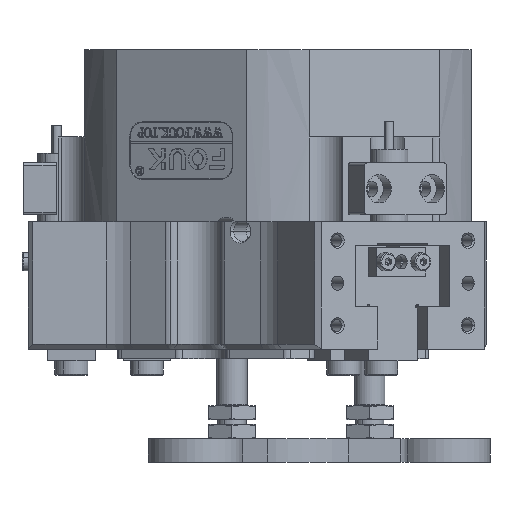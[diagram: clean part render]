
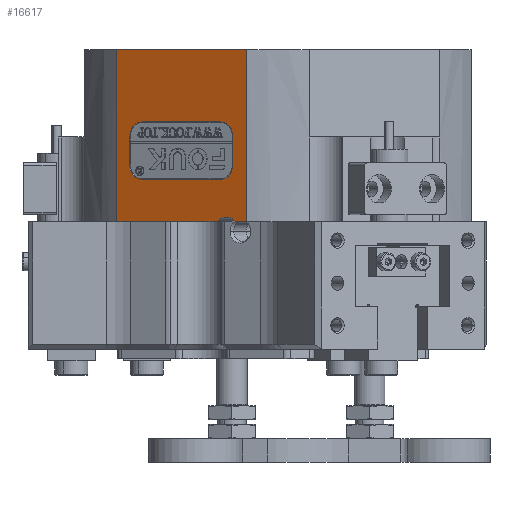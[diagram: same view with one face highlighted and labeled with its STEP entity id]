
A CAD part, front view. The second image highlights one B-rep face of the part: STEP entity #16617.
In plain terms, the highlighted planar face has unit normal (-0.5, -0.866, 0).
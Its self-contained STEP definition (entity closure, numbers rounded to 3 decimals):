
#43 = ORIENTED_EDGE ( 'NONE', *, *, #43371, .F. ) ;
#122 = LINE ( 'NONE', #1682, #31626 ) ;
#518 = DIRECTION ( 'NONE',  ( 0., 0., 1. ) ) ;
#1682 = CARTESIAN_POINT ( 'NONE',  ( -9.588, -41.807, 18.2 ) ) ;
#1733 = CIRCLE ( 'NONE', #2094, 3. ) ;
#2028 = CARTESIAN_POINT ( 'NONE',  ( -31.412, -29.207, 18.2 ) ) ;
#2094 = AXIS2_PLACEMENT_3D ( 'NONE', #31235, #34798, #34476 ) ;
#2588 = ORIENTED_EDGE ( 'NONE', *, *, #44518, .T. ) ;
#3056 = LINE ( 'NONE', #37250, #22504 ) ;
#3566 = DIRECTION ( 'NONE',  ( 0., 0., -1. ) ) ;
#3693 = CIRCLE ( 'NONE', #24407, 3. ) ;
#3694 = EDGE_LOOP ( 'NONE', ( #12697, #43812, #16859, #43, #32160, #5852, #17721, #15551 ) ) ;
#4070 = VERTEX_POINT ( 'NONE', #41662 ) ;
#4535 = CARTESIAN_POINT ( 'NONE',  ( -28.814, -30.707, 9. ) ) ;
#4827 = ORIENTED_EDGE ( 'NONE', *, *, #38525, .F. ) ;
#4963 = DIRECTION ( 'NONE',  ( -0.866, 0.5, 0. ) ) ;
#5126 = LINE ( 'NONE', #22323, #27992 ) ;
#5244 = VERTEX_POINT ( 'NONE', #16419 ) ;
#5253 = CIRCLE ( 'NONE', #25637, 3. ) ;
#5852 = ORIENTED_EDGE ( 'NONE', *, *, #20052, .F. ) ;
#5904 = VERTEX_POINT ( 'NONE', #25419 ) ;
#6825 = CARTESIAN_POINT ( 'NONE',  ( -28.814, -30.707, 9. ) ) ;
#6834 = VERTEX_POINT ( 'NONE', #42714 ) ;
#8870 = CARTESIAN_POINT ( 'NONE',  ( -28.814, -30.707, 21.2 ) ) ;
#9721 = ORIENTED_EDGE ( 'NONE', *, *, #36098, .F. ) ;
#10663 = EDGE_CURVE ( 'NONE', #18408, #43637, #16395, .T. ) ;
#10785 = CARTESIAN_POINT ( 'NONE',  ( -12.186, -40.307, 12. ) ) ;
#11533 = LINE ( 'NONE', #21634, #40796 ) ;
#11830 = CARTESIAN_POINT ( 'NONE',  ( -9.588, -41.807, 12. ) ) ;
#11898 = CARTESIAN_POINT ( 'NONE',  ( -31.412, -29.207, 12. ) ) ;
#12697 = ORIENTED_EDGE ( 'NONE', *, *, #43063, .F. ) ;
#12910 = CARTESIAN_POINT ( 'NONE',  ( -28.814, -30.707, 18.2 ) ) ;
#13857 = CARTESIAN_POINT ( 'NONE',  ( -10.974, -41.007, -2. ) ) ;
#14024 = EDGE_CURVE ( 'NONE', #30782, #6834, #20967, .T. ) ;
#15070 = CIRCLE ( 'NONE', #25011, 3. ) ;
#15536 = CARTESIAN_POINT ( 'NONE',  ( -9.588, -41.807, 18.2 ) ) ;
#15551 = ORIENTED_EDGE ( 'NONE', *, *, #18000, .F. ) ;
#16395 = LINE ( 'NONE', #20685, #37003 ) ;
#16419 = CARTESIAN_POINT ( 'NONE',  ( -6.671, -43.491, 36.5 ) ) ;
#16523 = FACE_OUTER_BOUND ( 'NONE', #24319, .T. ) ;
#16617 = ADVANCED_FACE ( 'NONE', ( #41169, #16523 ), #44868, .F. ) ;
#16626 = DIRECTION ( 'NONE',  ( 0.866, -0.5, 0. ) ) ;
#16639 = VERTEX_POINT ( 'NONE', #11830 ) ;
#16859 = ORIENTED_EDGE ( 'NONE', *, *, #46792, .F. ) ;
#16973 = EDGE_CURVE ( 'NONE', #29783, #4070, #17376, .T. ) ;
#17164 = LINE ( 'NONE', #19100, #40093 ) ;
#17376 = CIRCLE ( 'NONE', #45664, 3. ) ;
#17556 = DIRECTION ( 'NONE',  ( -0.866, 0.5, 0. ) ) ;
#17721 = ORIENTED_EDGE ( 'NONE', *, *, #10663, .F. ) ;
#18000 = EDGE_CURVE ( 'NONE', #29333, #18408, #5253, .T. ) ;
#18408 = VERTEX_POINT ( 'NONE', #2028 ) ;
#18956 = VERTEX_POINT ( 'NONE', #35298 ) ;
#19100 = CARTESIAN_POINT ( 'NONE',  ( -6.671, -43.491, -27. ) ) ;
#19530 = EDGE_CURVE ( 'NONE', #5244, #33731, #30943, .T. ) ;
#20052 = EDGE_CURVE ( 'NONE', #43637, #30782, #1733, .T. ) ;
#20685 = CARTESIAN_POINT ( 'NONE',  ( -31.412, -29.207, 18.2 ) ) ;
#20967 = LINE ( 'NONE', #4535, #37593 ) ;
#21052 = AXIS2_PLACEMENT_3D ( 'NONE', #37294, #45024, #4963 ) ;
#21471 = ORIENTED_EDGE ( 'NONE', *, *, #42270, .F. ) ;
#21634 = CARTESIAN_POINT ( 'NONE',  ( -34.329, -27.523, -27. ) ) ;
#21850 = DIRECTION ( 'NONE',  ( -0.5, -0.866, 0. ) ) ;
#22323 = CARTESIAN_POINT ( 'NONE',  ( -6.694, -43.478, 0. ) ) ;
#22504 = VECTOR ( 'NONE', #29674, 1000. ) ;
#22733 = EDGE_CURVE ( 'NONE', #35185, #5244, #17164, .T. ) ;
#24319 = EDGE_LOOP ( 'NONE', ( #9721, #21471, #4827, #42112, #37416, #2588 ) ) ;
#24407 = AXIS2_PLACEMENT_3D ( 'NONE', #13857, #21850, #28390 ) ;
#24847 = VERTEX_POINT ( 'NONE', #44789 ) ;
#25011 = AXIS2_PLACEMENT_3D ( 'NONE', #10785, #43343, #28683 ) ;
#25419 = CARTESIAN_POINT ( 'NONE',  ( -34.329, -27.523, 0. ) ) ;
#25637 = AXIS2_PLACEMENT_3D ( 'NONE', #12910, #43227, #16626 ) ;
#26323 = VECTOR ( 'NONE', #27337, 1000. ) ;
#26649 = DIRECTION ( 'NONE',  ( -0.866, 0.5, 0. ) ) ;
#27337 = DIRECTION ( 'NONE',  ( -0.866, 0.5, 0. ) ) ;
#27864 = DIRECTION ( 'NONE',  ( 0., 0., 1. ) ) ;
#27992 = VECTOR ( 'NONE', #33208, 1000. ) ;
#28390 = DIRECTION ( 'NONE',  ( 0.866, -0.5, 0. ) ) ;
#28683 = DIRECTION ( 'NONE',  ( 0.866, -0.5, 0. ) ) ;
#29333 = VERTEX_POINT ( 'NONE', #8870 ) ;
#29674 = DIRECTION ( 'NONE',  ( -0.866, 0.5, 0. ) ) ;
#29783 = VERTEX_POINT ( 'NONE', #15536 ) ;
#30751 = DIRECTION ( 'NONE',  ( 0.866, -0.5, 0. ) ) ;
#30782 = VERTEX_POINT ( 'NONE', #6825 ) ;
#30943 = LINE ( 'NONE', #42797, #26323 ) ;
#31235 = CARTESIAN_POINT ( 'NONE',  ( -28.814, -30.707, 12. ) ) ;
#31626 = VECTOR ( 'NONE', #27864, 1000. ) ;
#32160 = ORIENTED_EDGE ( 'NONE', *, *, #14024, .F. ) ;
#33208 = DIRECTION ( 'NONE',  ( -0.866, 0.5, 0. ) ) ;
#33384 = CARTESIAN_POINT ( 'NONE',  ( -34.329, -27.523, 36.5 ) ) ;
#33731 = VERTEX_POINT ( 'NONE', #33384 ) ;
#34476 = DIRECTION ( 'NONE',  ( 0.866, -0.5, 0. ) ) ;
#34798 = DIRECTION ( 'NONE',  ( -0.5, -0.866, 0. ) ) ;
#34939 = CARTESIAN_POINT ( 'NONE',  ( -6.671, -43.491, 0. ) ) ;
#35185 = VERTEX_POINT ( 'NONE', #34939 ) ;
#35298 = CARTESIAN_POINT ( 'NONE',  ( -12.91, -39.889, 0. ) ) ;
#36098 = EDGE_CURVE ( 'NONE', #18956, #5904, #5126, .T. ) ;
#37003 = VECTOR ( 'NONE', #42352, 1000. ) ;
#37250 = CARTESIAN_POINT ( 'NONE',  ( -28.814, -30.707, 21.2 ) ) ;
#37294 = CARTESIAN_POINT ( 'NONE',  ( 2.105, -48.558, 50. ) ) ;
#37416 = ORIENTED_EDGE ( 'NONE', *, *, #19530, .T. ) ;
#37593 = VECTOR ( 'NONE', #30751, 1000. ) ;
#37623 = LINE ( 'NONE', #38074, #46262 ) ;
#38074 = CARTESIAN_POINT ( 'NONE',  ( -6.694, -43.478, 0. ) ) ;
#38525 = EDGE_CURVE ( 'NONE', #35185, #24847, #37623, .T. ) ;
#40093 = VECTOR ( 'NONE', #518, 1000. ) ;
#40796 = VECTOR ( 'NONE', #3566, 1000. ) ;
#41169 = FACE_BOUND ( 'NONE', #3694, .T. ) ;
#41662 = CARTESIAN_POINT ( 'NONE',  ( -12.186, -40.307, 21.2 ) ) ;
#42112 = ORIENTED_EDGE ( 'NONE', *, *, #22733, .T. ) ;
#42270 = EDGE_CURVE ( 'NONE', #24847, #18956, #3693, .T. ) ;
#42352 = DIRECTION ( 'NONE',  ( 0., 0., -1. ) ) ;
#42714 = CARTESIAN_POINT ( 'NONE',  ( -12.186, -40.307, 9. ) ) ;
#42797 = CARTESIAN_POINT ( 'NONE',  ( -20.5, -35.507, 36.5 ) ) ;
#43063 = EDGE_CURVE ( 'NONE', #4070, #29333, #3056, .T. ) ;
#43227 = DIRECTION ( 'NONE',  ( -0.5, -0.866, 0. ) ) ;
#43343 = DIRECTION ( 'NONE',  ( -0.5, -0.866, 0. ) ) ;
#43371 = EDGE_CURVE ( 'NONE', #6834, #16639, #15070, .T. ) ;
#43375 = CARTESIAN_POINT ( 'NONE',  ( -12.186, -40.307, 18.2 ) ) ;
#43637 = VERTEX_POINT ( 'NONE', #11898 ) ;
#43812 = ORIENTED_EDGE ( 'NONE', *, *, #16973, .F. ) ;
#44518 = EDGE_CURVE ( 'NONE', #33731, #5904, #11533, .T. ) ;
#44789 = CARTESIAN_POINT ( 'NONE',  ( -9.037, -42.125, 0. ) ) ;
#44868 = PLANE ( 'NONE',  #21052 ) ;
#45024 = DIRECTION ( 'NONE',  ( 0.5, 0.866, 0. ) ) ;
#45664 = AXIS2_PLACEMENT_3D ( 'NONE', #43375, #47528, #17556 ) ;
#46262 = VECTOR ( 'NONE', #26649, 1000. ) ;
#46792 = EDGE_CURVE ( 'NONE', #16639, #29783, #122, .T. ) ;
#47528 = DIRECTION ( 'NONE',  ( -0.5, -0.866, 0. ) ) ;
